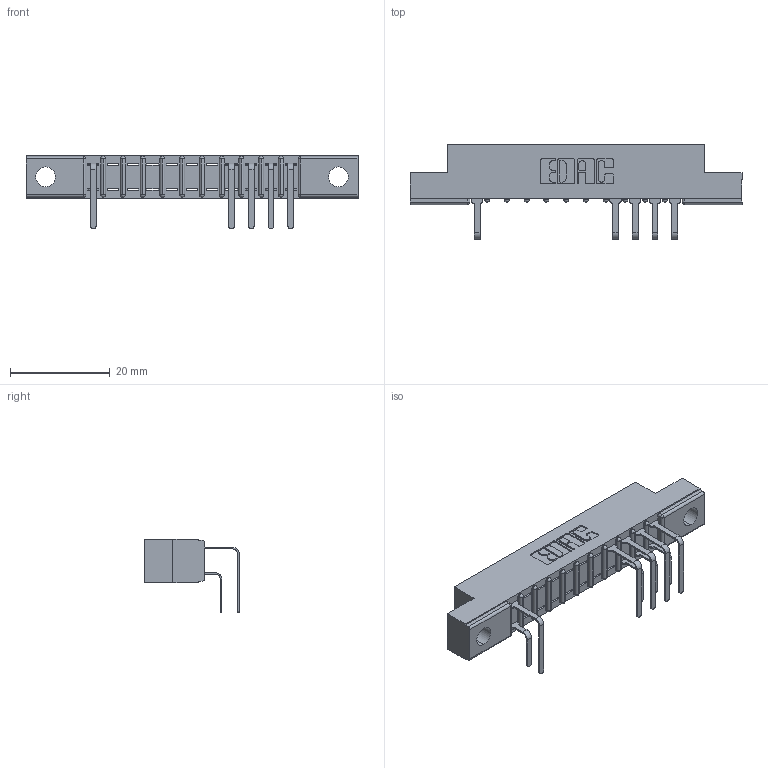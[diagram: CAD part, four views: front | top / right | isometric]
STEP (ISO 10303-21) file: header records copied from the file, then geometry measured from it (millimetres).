
FILE_DESCRIPTION (( 'STEP AP203' ), '1' );
FILE_NAME ('307-022-558-202.STEP', '2018-08-04T04:30:45', ( '' ), ( '' ), 'SwSTEP 2.0', 'SolidWorks 2016', '' );
FILE_SCHEMA (( 'CONFIG_CONTROL_DESIGN' ));
Length unit declared in the file: inch
Products named in the file (4): 307 Part_.128 Dia Mounting Holes; 307-290-001_558 559 - 1 (Single); 307-290-001_558 - 2 (Single); 307-022-558-202
Assembly tree (10 placements, depth 2):
  307-022-558-202
    307 Part_.128 Dia Mounting Holes
    307-290-001_558 559 - 1 (Single)  x4
    307-290-001_558 - 2 (Single)  x5
Bounding box: 66.6 x 18.96 x 14.81 mm (x, y, z)
Volume: 4142.9 mm3; surface area: 5831.1 mm2
Topology: 10 solids, 10 shells, 710 faces, 2017 edges, 1298 vertices
Faces by surface type: plane 445, cylinder 241, sphere 24
Entity records: 14637 total; most frequent: CARTESIAN_POINT 2460, ORIENTED_EDGE 2446, DIRECTION 2409, EDGE_CURVE 1223, LINE 923, VECTOR 923, VERTEX_POINT 794, AXIS2_PLACEMENT_3D 743
